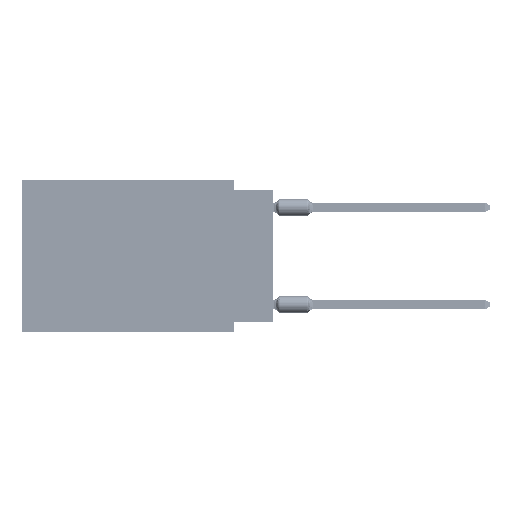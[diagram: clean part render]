
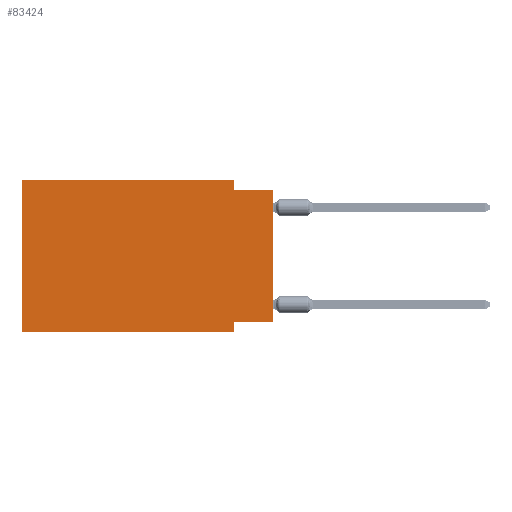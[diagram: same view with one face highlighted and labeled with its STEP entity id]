
A CAD part, left-side view. The second image highlights one B-rep face of the part: STEP entity #83424.
In plain terms, the highlighted planar face has unit normal (-1, 0, 0).
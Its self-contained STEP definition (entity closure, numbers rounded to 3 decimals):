
#1128 = ORIENTED_EDGE ( 'NONE', *, *, #54189, .F. ) ;
#4095 = DIRECTION ( 'NONE',  ( 1., 0., 0. ) ) ;
#4307 = ORIENTED_EDGE ( 'NONE', *, *, #13594, .T. ) ;
#5550 = LINE ( 'NONE', #57662, #69940 ) ;
#8520 = DIRECTION ( 'NONE',  ( 0., -1., 0. ) ) ;
#8699 = LINE ( 'NONE', #15104, #30352 ) ;
#9573 = CARTESIAN_POINT ( 'NONE',  ( 0., 0., 0. ) ) ;
#9856 = VERTEX_POINT ( 'NONE', #49588 ) ;
#11053 = VECTOR ( 'NONE', #41278, 1000. ) ;
#11196 = VERTEX_POINT ( 'NONE', #45288 ) ;
#12322 = VECTOR ( 'NONE', #8520, 1000. ) ;
#12477 = DIRECTION ( 'NONE',  ( 0., -1., 0. ) ) ;
#12810 = CARTESIAN_POINT ( 'NONE',  ( 0., 0., -0.635 ) ) ;
#13594 = EDGE_CURVE ( 'NONE', #9856, #69386, #66395, .T. ) ;
#15104 = CARTESIAN_POINT ( 'NONE',  ( 0., 0., -0.635 ) ) ;
#15128 = DIRECTION ( 'NONE',  ( 0., 0., 1. ) ) ;
#16530 = PLANE ( 'NONE',  #40057 ) ;
#17910 = ORIENTED_EDGE ( 'NONE', *, *, #70335, .F. ) ;
#19209 = ORIENTED_EDGE ( 'NONE', *, *, #26301, .F. ) ;
#20292 = LINE ( 'NONE', #33956, #51251 ) ;
#26301 = EDGE_CURVE ( 'NONE', #82019, #70811, #5550, .T. ) ;
#29410 = EDGE_CURVE ( 'NONE', #70811, #60417, #84230, .T. ) ;
#30352 = VECTOR ( 'NONE', #60809, 1000. ) ;
#32420 = ORIENTED_EDGE ( 'NONE', *, *, #77552, .F. ) ;
#33956 = CARTESIAN_POINT ( 'NONE',  ( 0., 2.54, -9.906 ) ) ;
#35003 = ORIENTED_EDGE ( 'NONE', *, *, #29410, .F. ) ;
#36579 = FACE_OUTER_BOUND ( 'NONE', #44099, .T. ) ;
#38760 = LINE ( 'NONE', #50708, #57215 ) ;
#40057 = AXIS2_PLACEMENT_3D ( 'NONE', #42576, #4095, #82265 ) ;
#40896 = ORIENTED_EDGE ( 'NONE', *, *, #81609, .T. ) ;
#41005 = LINE ( 'NONE', #81105, #12322 ) ;
#41278 = DIRECTION ( 'NONE',  ( 0., 1., 0. ) ) ;
#41718 = VECTOR ( 'NONE', #12477, 1000. ) ;
#42576 = CARTESIAN_POINT ( 'NONE',  ( 0., 16.383, 0. ) ) ;
#44099 = EDGE_LOOP ( 'NONE', ( #4307, #1128, #77424, #35003, #19209, #40896, #17910, #32420 ) ) ;
#45288 = CARTESIAN_POINT ( 'NONE',  ( 0., 2.54, -9.271 ) ) ;
#48977 = CARTESIAN_POINT ( 'NONE',  ( 0., 2.54, -0.635 ) ) ;
#49588 = CARTESIAN_POINT ( 'NONE',  ( 0., 0., -9.271 ) ) ;
#50708 = CARTESIAN_POINT ( 'NONE',  ( 0., 2.54, 0. ) ) ;
#51251 = VECTOR ( 'NONE', #65154, 1000. ) ;
#51690 = VERTEX_POINT ( 'NONE', #54982 ) ;
#53731 = VECTOR ( 'NONE', #15128, 1000. ) ;
#54189 = EDGE_CURVE ( 'NONE', #82104, #69386, #8699, .T. ) ;
#54936 = LINE ( 'NONE', #66898, #11053 ) ;
#54982 = CARTESIAN_POINT ( 'NONE',  ( 0., 2.54, -9.906 ) ) ;
#57215 = VECTOR ( 'NONE', #83600, 1000. ) ;
#57662 = CARTESIAN_POINT ( 'NONE',  ( 0., 16.383, 0. ) ) ;
#60417 = VERTEX_POINT ( 'NONE', #64015 ) ;
#60809 = DIRECTION ( 'NONE',  ( 0., -1., 0. ) ) ;
#64015 = CARTESIAN_POINT ( 'NONE',  ( 0., 2.54, 0. ) ) ;
#65154 = DIRECTION ( 'NONE',  ( 0., 0., -1. ) ) ;
#66395 = LINE ( 'NONE', #9573, #53731 ) ;
#66898 = CARTESIAN_POINT ( 'NONE',  ( 0., 0., -9.271 ) ) ;
#69386 = VERTEX_POINT ( 'NONE', #12810 ) ;
#69940 = VECTOR ( 'NONE', #83720, 1000. ) ;
#70335 = EDGE_CURVE ( 'NONE', #11196, #51690, #20292, .T. ) ;
#70557 = CARTESIAN_POINT ( 'NONE',  ( 0., 16.383, 0. ) ) ;
#70811 = VERTEX_POINT ( 'NONE', #72292 ) ;
#72292 = CARTESIAN_POINT ( 'NONE',  ( 0., 16.383, 0. ) ) ;
#73341 = CARTESIAN_POINT ( 'NONE',  ( 0., 16.383, -9.906 ) ) ;
#75380 = EDGE_CURVE ( 'NONE', #60417, #82104, #38760, .T. ) ;
#77424 = ORIENTED_EDGE ( 'NONE', *, *, #75380, .F. ) ;
#77552 = EDGE_CURVE ( 'NONE', #9856, #11196, #54936, .T. ) ;
#81105 = CARTESIAN_POINT ( 'NONE',  ( 0., 16.383, -9.906 ) ) ;
#81609 = EDGE_CURVE ( 'NONE', #82019, #51690, #41005, .T. ) ;
#82019 = VERTEX_POINT ( 'NONE', #73341 ) ;
#82104 = VERTEX_POINT ( 'NONE', #48977 ) ;
#82265 = DIRECTION ( 'NONE',  ( 0., 0., -1. ) ) ;
#83424 = ADVANCED_FACE ( 'NONE', ( #36579 ), #16530, .F. ) ;
#83600 = DIRECTION ( 'NONE',  ( 0., 0., -1. ) ) ;
#83720 = DIRECTION ( 'NONE',  ( 0., 0., 1. ) ) ;
#84230 = LINE ( 'NONE', #70557, #41718 ) ;
